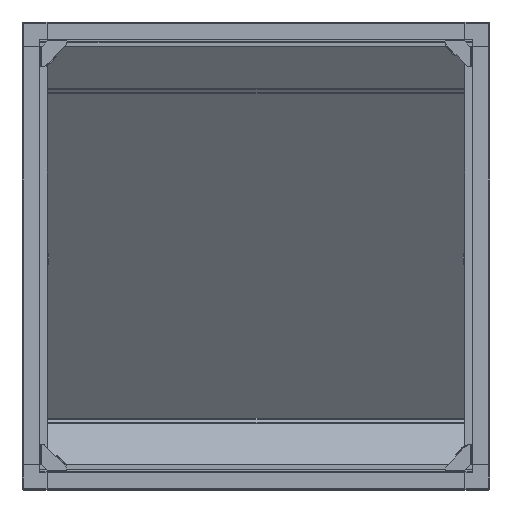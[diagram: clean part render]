
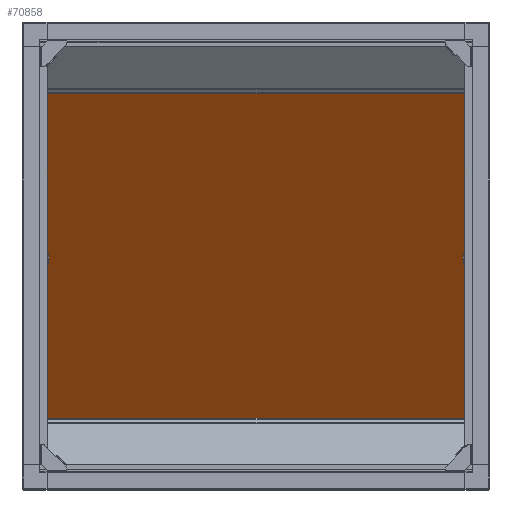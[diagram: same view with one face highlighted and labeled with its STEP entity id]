
A CAD part, top view. The second image highlights one B-rep face of the part: STEP entity #70858.
In plain terms, the highlighted planar face has unit normal (0, -0.616, 0.788).
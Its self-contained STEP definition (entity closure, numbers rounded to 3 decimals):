
#1555 = CARTESIAN_POINT ( 'NONE',  ( -254.192, 747.794, 1072.809 ) ) ;
#2280 = DIRECTION ( 'NONE',  ( 1., 0., 0. ) ) ;
#3565 = DIRECTION ( 'NONE',  ( 0., 0.788, 0.616 ) ) ;
#3718 = ORIENTED_EDGE ( 'NONE', *, *, #48595, .T. ) ;
#6222 = VECTOR ( 'NONE', #56407, 1000. ) ;
#7057 = DIRECTION ( 'NONE',  ( 0., -0.788, -0.616 ) ) ;
#7905 = VERTEX_POINT ( 'NONE', #37790 ) ;
#9164 = CARTESIAN_POINT ( 'NONE',  ( -247.192, 717.478, 1049.124 ) ) ;
#10259 = EDGE_CURVE ( 'Defeature ausgef�hrt4_1807+Defeature ausgef�hrt4_1800+Defeature ausgef�hrt4_1864+Defeature ausgef�hrt4_1793', #32523, #7905, #24533, .T. ) ;
#11666 = PLANE ( 'NONE',  #44033 ) ;
#12301 = ORIENTED_EDGE ( 'NONE', *, *, #27832, .F. ) ;
#12859 = VECTOR ( 'NONE', #3565, 1000. ) ;
#13245 = ORIENTED_EDGE ( 'NONE', *, *, #56156, .T. ) ;
#15348 = CARTESIAN_POINT ( 'NONE',  ( -243.985, 241.154, 676.978 ) ) ;
#15387 = VECTOR ( 'NONE', #26326, 1000. ) ;
#17684 = EDGE_CURVE ( 'Defeature ausgef�hrt4_1807+Defeature ausgef�hrt4_1870+Defeature ausgef�hrt4_1866+Defeature ausgef�hrt4_1864', #58518, #21457, #37135, .T. ) ;
#18076 = CARTESIAN_POINT ( 'NONE',  ( 978.508, 1224.118, 1444.954 ) ) ;
#18618 = LINE ( 'NONE', #67803, #6222 ) ;
#20440 = CARTESIAN_POINT ( 'NONE',  ( 978.508, 241.154, 676.978 ) ) ;
#21023 = CARTESIAN_POINT ( 'NONE',  ( 978.508, 240.293, 676.305 ) ) ;
#21457 = VERTEX_POINT ( 'NONE', #59210 ) ;
#22272 = CARTESIAN_POINT ( 'NONE',  ( -242.892, 747.794, 1072.809 ) ) ;
#23351 = ORIENTED_EDGE ( 'NONE', *, *, #78483, .T. ) ;
#24533 = LINE ( 'NONE', #74924, #27860 ) ;
#26326 = DIRECTION ( 'NONE',  ( 1., 0., 0. ) ) ;
#27832 = EDGE_CURVE ( 'Defeature ausgef�hrt4_1864+Defeature ausgef�hrt4_1807+Defeature ausgef�hrt4_1878+Defeature ausgef�hrt4_1870', #32523, #21457, #52652, .T. ) ;
#27860 = VECTOR ( 'NONE', #7057, 1000. ) ;
#28175 = CARTESIAN_POINT ( 'NONE',  ( -242.892, 1224.118, 1444.954 ) ) ;
#32094 = VERTEX_POINT ( 'NONE', #18076 ) ;
#32523 = VERTEX_POINT ( 'NONE', #54957 ) ;
#37135 = LINE ( 'NONE', #73734, #73499 ) ;
#37790 = CARTESIAN_POINT ( 'NONE',  ( -242.892, 241.154, 676.978 ) ) ;
#38530 = DIRECTION ( 'NONE',  ( 1., 0., 0. ) ) ;
#38568 = DIRECTION ( 'NONE',  ( -1., 0., 0. ) ) ;
#42092 = VECTOR ( 'NONE', #38530, 1000. ) ;
#42677 = VERTEX_POINT ( 'NONE', #28175 ) ;
#42821 = VECTOR ( 'NONE', #2280, 1000. ) ;
#43296 = ORIENTED_EDGE ( 'NONE', *, *, #17684, .T. ) ;
#43639 = DIRECTION ( 'NONE',  ( 0., -0.788, -0.616 ) ) ;
#44033 = AXIS2_PLACEMENT_3D ( 'NONE', #78757, #60449, #61639 ) ;
#48595 = EDGE_CURVE ( 'Defeature ausgef�hrt4_1807+Defeature ausgef�hrt4_1866+Defeature ausgef�hrt4_1800+Defeature ausgef�hrt4_1870', #62766, #58518, #57231, .T. ) ;
#48748 = EDGE_CURVE ( 'Defeature ausgef�hrt4_1807+Defeature ausgef�hrt4_1784+Defeature ausgef�hrt4_1793+Defeature ausgef�hrt4_1786', #60060, #32094, #59246, .T. ) ;
#52652 = LINE ( 'NONE', #9164, #42821 ) ;
#54957 = CARTESIAN_POINT ( 'NONE',  ( -242.892, 717.478, 1049.124 ) ) ;
#56156 = EDGE_CURVE ( 'Defeature ausgef�hrt4_1807+Defeature ausgef�hrt4_1786+Defeature ausgef�hrt4_1784+Defeature ausgef�hrt4_1800', #32094, #42677, #69068, .T. ) ;
#56407 = DIRECTION ( 'NONE',  ( 0., -0.788, -0.616 ) ) ;
#57231 = LINE ( 'NONE', #1555, #15387 ) ;
#58518 = VERTEX_POINT ( 'NONE', #71721 ) ;
#59210 = CARTESIAN_POINT ( 'NONE',  ( -220.192, 717.478, 1049.124 ) ) ;
#59246 = LINE ( 'NONE', #21023, #12859 ) ;
#60060 = VERTEX_POINT ( 'NONE', #20440 ) ;
#60449 = DIRECTION ( 'NONE',  ( 0., -0.616, 0.788 ) ) ;
#61639 = DIRECTION ( 'NONE',  ( 1., 0., 0. ) ) ;
#62766 = VERTEX_POINT ( 'NONE', #22272 ) ;
#62771 = ORIENTED_EDGE ( 'NONE', *, *, #68070, .T. ) ;
#63709 = LINE ( 'NONE', #15348, #42092 ) ;
#67736 = FACE_OUTER_BOUND ( 'NONE', #72617, .T. ) ;
#67803 = CARTESIAN_POINT ( 'NONE',  ( -242.892, 1224.98, 1445.627 ) ) ;
#68070 = EDGE_CURVE ( 'Defeature ausgef�hrt4_1807+Defeature ausgef�hrt4_1800+Defeature ausgef�hrt4_1786+Defeature ausgef�hrt4_1866', #42677, #62766, #18618, .T. ) ;
#69068 = LINE ( 'NONE', #74380, #79385 ) ;
#69892 = ORIENTED_EDGE ( 'NONE', *, *, #48748, .T. ) ;
#70858 = ADVANCED_FACE ( 'Defeature ausgef�hrt4_1807', ( #67736 ), #11666, .T. ) ;
#71721 = CARTESIAN_POINT ( 'NONE',  ( -220.192, 747.794, 1072.809 ) ) ;
#72617 = EDGE_LOOP ( 'NONE', ( #62771, #3718, #43296, #12301, #77774, #23351, #69892, #13245 ) ) ;
#73499 = VECTOR ( 'NONE', #43639, 1000. ) ;
#73734 = CARTESIAN_POINT ( 'NONE',  ( -220.192, 717.478, 1049.124 ) ) ;
#74380 = CARTESIAN_POINT ( 'NONE',  ( 979.601, 1224.118, 1444.954 ) ) ;
#74924 = CARTESIAN_POINT ( 'NONE',  ( -242.892, 1224.98, 1445.627 ) ) ;
#77774 = ORIENTED_EDGE ( 'NONE', *, *, #10259, .T. ) ;
#78483 = EDGE_CURVE ( 'Defeature ausgef�hrt4_1807+Defeature ausgef�hrt4_1793+Defeature ausgef�hrt4_1800+Defeature ausgef�hrt4_1784', #7905, #60060, #63709, .T. ) ;
#78757 = CARTESIAN_POINT ( 'NONE',  ( -245.692, 238.947, 675.254 ) ) ;
#79385 = VECTOR ( 'NONE', #38568, 1000. ) ;
